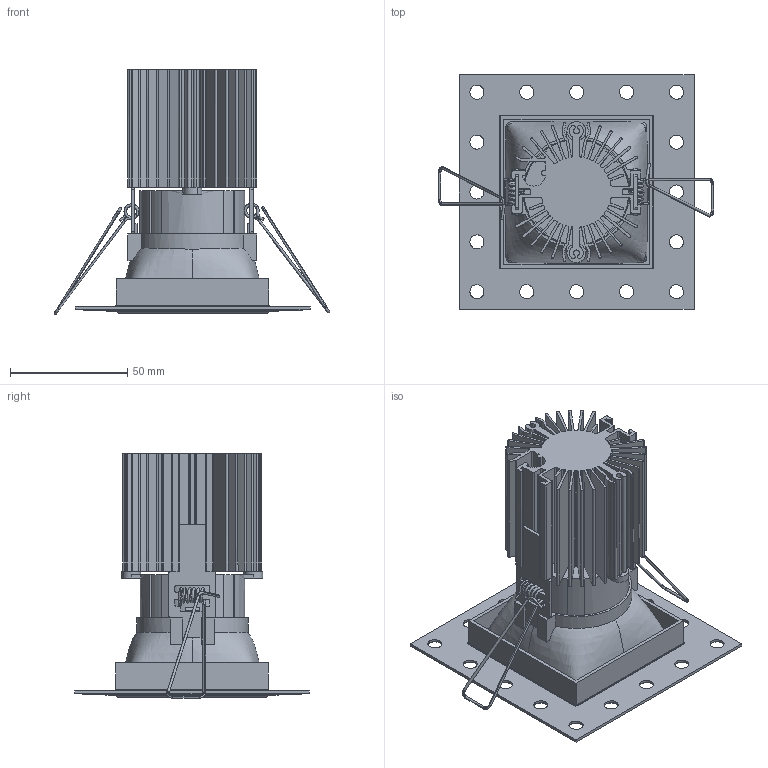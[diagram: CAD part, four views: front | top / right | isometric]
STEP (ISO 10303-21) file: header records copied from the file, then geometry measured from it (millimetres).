
FILE_DESCRIPTION(/* description */ (''),/* implementation_level */ '2;1');
FILE_NAME(/* name */ 'M254600_EVERYTHING 80 SQUARE FIXED TRIMLESS',/* time_stamp */ '2018-03-06T15:28:19+01:00',/* author */ (''),/* organization */ (''),/* preprocessor_version */ 'ST-DEVELOPER v15',/* originating_system */ '',/* authorisation */ '');
FILE_SCHEMA (('CONFIG_CONTROL_DESIGN'));
Length unit declared in the file: metre
Products named in the file (1): Document
Bounding box: 117.35 x 100 x 104.24 mm (x, y, z)
Volume: 43964.6 mm3; surface area: 105561.1 mm2
Topology: 12 solids, 13 shells, 804 faces, 2397 edges, 1598 vertices
Faces by surface type: plane 435, bspline 369
Entity records: 49060 total; most frequent: CARTESIAN_POINT 34948, ORIENTED_EDGE 4778, EDGE_CURVE 2401, VERTEX_POINT 1598, B_SPLINE_CURVE_WITH_KNOTS 1423, EDGE_LOOP 837, ADVANCED_FACE 804, FACE_OUTER_BOUND 804
